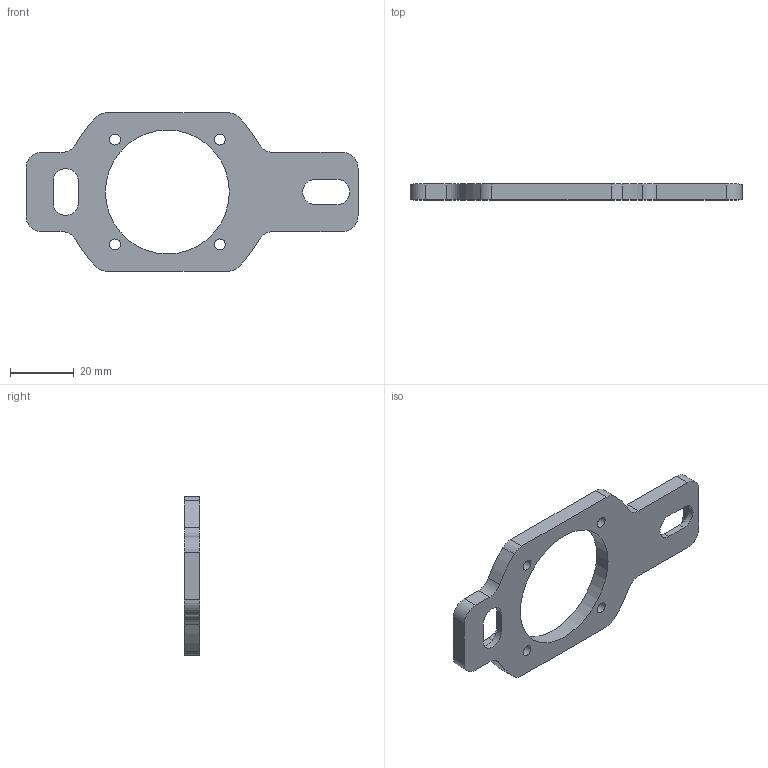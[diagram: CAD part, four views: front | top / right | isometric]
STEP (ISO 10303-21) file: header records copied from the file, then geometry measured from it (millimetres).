
FILE_DESCRIPTION (( 'STEP AP214' ), '1' );
FILE_NAME ('D1900349 - v6 BOSEM ADJUSTER BASE PLATE.STEP', '2022-07-28T13:26:31', ( '' ), ( '' ), 'SwSTEP 2.0', 'SolidWorks 2021', '' );
FILE_SCHEMA (( 'AUTOMOTIVE_DESIGN' ));
Length unit declared in the file: millimetre
Products named in the file (1): D1900349 - v6 BOSEM ADJUSTER BASE PLATE
Bounding box: 104.5 x 5 x 50 mm (x, y, z)
Volume: 10965.4 mm3; surface area: 7707.9 mm2
Topology: 1 solids, 1 shells, 57 faces, 151 edges, 102 vertices
Faces by surface type: cylinder 33, plane 24
Full cylindrical faces by diameter (mm): 3.454 x4, 6.5 x4, 39 x1
Entity records: 1828 total; most frequent: DIRECTION 320, CARTESIAN_POINT 294, ORIENTED_EDGE 276, EDGE_CURVE 138, AXIS2_PLACEMENT_3D 124, VERTEX_POINT 98, EDGE_LOOP 86, VECTOR 72
